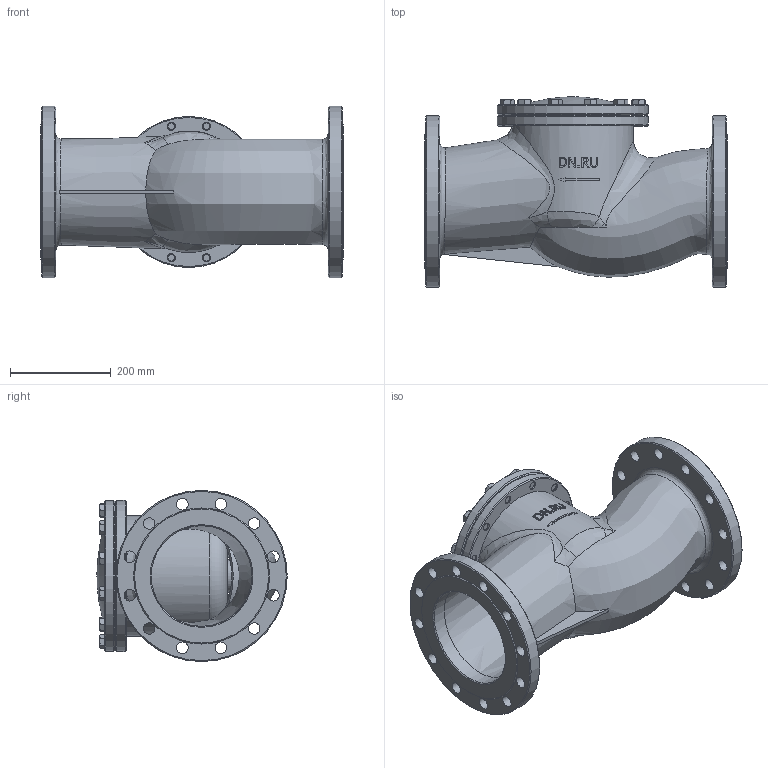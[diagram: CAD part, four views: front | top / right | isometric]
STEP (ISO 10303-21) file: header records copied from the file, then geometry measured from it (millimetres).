
FILE_DESCRIPTION(/* description */ (''),/* implementation_level */ '2;1');
FILE_NAME(/* name */ 'DN200_3D_STEP.stp',/* time_stamp */ '2024-03-27T17:29:04+03:00',/* author */ ('igorr'),/* organization */ (''),/* preprocessor_version */ 'ST-DEVELOPER v19.2',/* originating_system */ 'Autodesk Inventor 2023',/* authorisation */ '');
FILE_SCHEMA (('AUTOMOTIVE_DESIGN { 1 0 10303 214 3 1 1 }'));
Length unit declared in the file: millimetre
Products named in the file (3): Сборка; Деталь1; AS 1110 - M16 x 40
Assembly tree (13 placements, depth 2):
  Сборка
    Деталь1
    AS 1110 - M16 x 40  x12
Bounding box: 600 x 378.05 x 340 mm (x, y, z)
Volume: 17921657.4 mm3; surface area: 1397403.3 mm2
Topology: 13 solids, 13 shells, 482 faces, 1145 edges, 715 vertices
Faces by surface type: plane 244, cone 96, cylinder 92, bspline 47, torus 3
Full cylindrical faces by diameter (mm): 16 x36, 23 x24, 24 x12, 63.693 x1, 200 x3, 300 x2, 340 x2
Entity records: 11841 total; most frequent: CARTESIAN_POINT 6036, ORIENTED_EDGE 1162, DIRECTION 1033, EDGE_CURVE 581, AXIS2_PLACEMENT_3D 417, VERTEX_POINT 385, EDGE_LOOP 334, FACE_OUTER_BOUND 218
